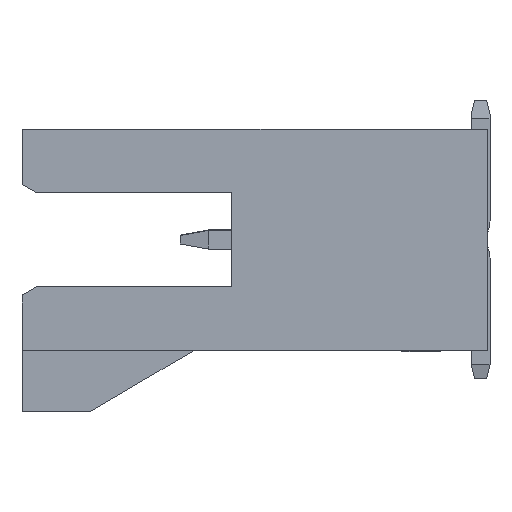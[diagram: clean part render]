
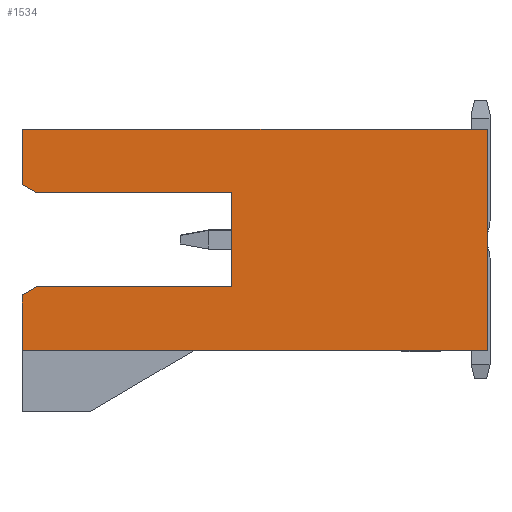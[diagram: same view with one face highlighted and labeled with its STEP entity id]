
A CAD part, left-side view. The second image highlights one B-rep face of the part: STEP entity #1534.
In plain terms, the highlighted planar face has unit normal (-1, 0, 0).
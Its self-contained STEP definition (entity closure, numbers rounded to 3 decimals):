
#473=CARTESIAN_POINT('',(-4.205,0.,2.35));
#474=VERTEX_POINT('',#473);
#484=CARTESIAN_POINT('',(-4.205,0.,-2.35));
#485=VERTEX_POINT('',#484);
#486=CARTESIAN_POINT('',(-4.205,0.,2.35));
#487=CARTESIAN_POINT('',(-4.205,0.,1.41));
#488=CARTESIAN_POINT('',(-4.205,0.,0.47));
#489=CARTESIAN_POINT('',(-4.205,0.,-0.47));
#490=CARTESIAN_POINT('',(-4.205,0.,-1.41));
#491=CARTESIAN_POINT('',(-4.205,0.,-2.35));
#492=B_SPLINE_CURVE_WITH_KNOTS('',5,(#486,#487,#488,#489,#490,#491),.UNSPECIFIED.,.F.,.U.,(6,6),(0.,4.7),.UNSPECIFIED.);
#493=EDGE_CURVE('',#474,#485,#492,.T.);
#1406=CARTESIAN_POINT('',(-4.205,7.003,0.885));
#1407=DIRECTION('',(0.,1.,0.));
#1408=DIRECTION('',(-1.,0.,0.));
#1409=AXIS2_PLACEMENT_3D('',#1406,#1408,#1407);
#1410=PLANE('',#1409);
#1411=ORIENTED_EDGE('',*,*,#493,.F.);
#1412=CARTESIAN_POINT('',(-4.205,3.94,2.35));
#1413=VERTEX_POINT('',#1412);
#1414=CARTESIAN_POINT('',(-4.205,0.,2.35));
#1415=CARTESIAN_POINT('',(-4.205,0.788,2.35));
#1416=CARTESIAN_POINT('',(-4.205,1.576,2.35));
#1417=CARTESIAN_POINT('',(-4.205,2.364,2.35));
#1418=CARTESIAN_POINT('',(-4.205,3.152,2.35));
#1419=CARTESIAN_POINT('',(-4.205,3.94,2.35));
#1420=B_SPLINE_CURVE_WITH_KNOTS('',5,(#1414,#1415,#1416,#1417,#1418,#1419),.UNSPECIFIED.,.F.,.U.,(6,6),(0.,3.94),.UNSPECIFIED.);
#1421=EDGE_CURVE('',#474,#1413,#1420,.T.);
#1422=ORIENTED_EDGE('',*,*,#1421,.T.);
#1423=CARTESIAN_POINT('',(-4.205,5.44,2.35));
#1424=VERTEX_POINT('',#1423);
#1425=CARTESIAN_POINT('',(-4.205,3.94,2.35));
#1426=DIRECTION('',(0.,1.,0.));
#1427=VECTOR('',#1426,1.5);
#1428=LINE('',#1425,#1427);
#1429=EDGE_CURVE('',#1413,#1424,#1428,.T.);
#1430=ORIENTED_EDGE('',*,*,#1429,.T.);
#1431=CARTESIAN_POINT('',(-4.205,9.9,2.35));
#1432=VERTEX_POINT('',#1431);
#1433=CARTESIAN_POINT('',(-4.205,5.44,2.35));
#1434=CARTESIAN_POINT('',(-4.205,6.332,2.35));
#1435=CARTESIAN_POINT('',(-4.205,7.224,2.35));
#1436=CARTESIAN_POINT('',(-4.205,8.116,2.35));
#1437=CARTESIAN_POINT('',(-4.205,9.008,2.35));
#1438=CARTESIAN_POINT('',(-4.205,9.9,2.35));
#1439=B_SPLINE_CURVE_WITH_KNOTS('',5,(#1433,#1434,#1435,#1436,#1437,#1438),.UNSPECIFIED.,.F.,.U.,(6,6),(0.,4.46),.UNSPECIFIED.);
#1440=EDGE_CURVE('',#1424,#1432,#1439,.T.);
#1441=ORIENTED_EDGE('',*,*,#1440,.T.);
#1442=CARTESIAN_POINT('',(-4.205,9.9,1.173));
#1443=VERTEX_POINT('',#1442);
#1444=CARTESIAN_POINT('',(-4.205,9.9,2.35));
#1445=CARTESIAN_POINT('',(-4.205,9.9,2.115));
#1446=CARTESIAN_POINT('',(-4.205,9.9,1.879));
#1447=CARTESIAN_POINT('',(-4.205,9.9,1.644));
#1448=CARTESIAN_POINT('',(-4.205,9.9,1.409));
#1449=CARTESIAN_POINT('',(-4.205,9.9,1.173));
#1450=B_SPLINE_CURVE_WITH_KNOTS('',5,(#1444,#1445,#1446,#1447,#1448,#1449),.UNSPECIFIED.,.F.,.U.,(6,6),(0.,0.23),.UNSPECIFIED.);
#1451=EDGE_CURVE('',#1432,#1443,#1450,.T.);
#1452=ORIENTED_EDGE('',*,*,#1451,.T.);
#1453=CARTESIAN_POINT('',(-4.205,9.6,1.));
#1454=VERTEX_POINT('',#1453);
#1455=CARTESIAN_POINT('',(-4.205,9.9,1.173));
#1456=DIRECTION('',(0.,-0.866,-0.5));
#1457=VECTOR('',#1456,0.346);
#1458=LINE('',#1455,#1457);
#1459=EDGE_CURVE('',#1443,#1454,#1458,.T.);
#1460=ORIENTED_EDGE('',*,*,#1459,.T.);
#1461=CARTESIAN_POINT('',(-4.205,5.44,1.));
#1462=VERTEX_POINT('',#1461);
#1463=CARTESIAN_POINT('',(-4.205,9.6,1.));
#1464=DIRECTION('',(0.,-1.,0.));
#1465=VECTOR('',#1464,4.16);
#1466=LINE('',#1463,#1465);
#1467=EDGE_CURVE('',#1454,#1462,#1466,.T.);
#1468=ORIENTED_EDGE('',*,*,#1467,.T.);
#1469=CARTESIAN_POINT('',(-4.205,5.44,-1.));
#1470=VERTEX_POINT('',#1469);
#1471=CARTESIAN_POINT('',(-4.205,5.44,1.));
#1472=DIRECTION('',(0.,0.,-1.));
#1473=VECTOR('',#1472,2.);
#1474=LINE('',#1471,#1473);
#1475=EDGE_CURVE('',#1462,#1470,#1474,.T.);
#1476=ORIENTED_EDGE('',*,*,#1475,.T.);
#1477=CARTESIAN_POINT('',(-4.205,9.6,-1.));
#1478=VERTEX_POINT('',#1477);
#1479=CARTESIAN_POINT('',(-4.205,5.44,-1.));
#1480=DIRECTION('',(0.,1.,0.));
#1481=VECTOR('',#1480,4.16);
#1482=LINE('',#1479,#1481);
#1483=EDGE_CURVE('',#1470,#1478,#1482,.T.);
#1484=ORIENTED_EDGE('',*,*,#1483,.T.);
#1485=CARTESIAN_POINT('',(-4.205,9.9,-1.173));
#1486=VERTEX_POINT('',#1485);
#1487=CARTESIAN_POINT('',(-4.205,9.6,-1.));
#1488=DIRECTION('',(0.,0.866,-0.5));
#1489=VECTOR('',#1488,0.346);
#1490=LINE('',#1487,#1489);
#1491=EDGE_CURVE('',#1478,#1486,#1490,.T.);
#1492=ORIENTED_EDGE('',*,*,#1491,.T.);
#1493=CARTESIAN_POINT('',(-4.205,9.9,-2.35));
#1494=VERTEX_POINT('',#1493);
#1495=CARTESIAN_POINT('',(-4.205,9.9,-1.173));
#1496=CARTESIAN_POINT('',(-4.205,9.9,-1.409));
#1497=CARTESIAN_POINT('',(-4.205,9.9,-1.644));
#1498=CARTESIAN_POINT('',(-4.205,9.9,-1.879));
#1499=CARTESIAN_POINT('',(-4.205,9.9,-2.115));
#1500=CARTESIAN_POINT('',(-4.205,9.9,-2.35));
#1501=B_SPLINE_CURVE_WITH_KNOTS('',5,(#1495,#1496,#1497,#1498,#1499,#1500),.UNSPECIFIED.,.F.,.U.,(6,6),(0.,0.263),.UNSPECIFIED.);
#1502=EDGE_CURVE('',#1486,#1494,#1501,.T.);
#1503=ORIENTED_EDGE('',*,*,#1502,.T.);
#1504=CARTESIAN_POINT('',(-4.205,5.44,-2.35));
#1505=VERTEX_POINT('',#1504);
#1506=CARTESIAN_POINT('',(-4.205,9.9,-2.35));
#1507=CARTESIAN_POINT('',(-4.205,9.008,-2.35));
#1508=CARTESIAN_POINT('',(-4.205,8.116,-2.35));
#1509=CARTESIAN_POINT('',(-4.205,7.224,-2.35));
#1510=CARTESIAN_POINT('',(-4.205,6.332,-2.35));
#1511=CARTESIAN_POINT('',(-4.205,5.44,-2.35));
#1512=B_SPLINE_CURVE_WITH_KNOTS('',5,(#1506,#1507,#1508,#1509,#1510,#1511),.UNSPECIFIED.,.F.,.U.,(6,6),(0.,4.46),.UNSPECIFIED.);
#1513=EDGE_CURVE('',#1494,#1505,#1512,.T.);
#1514=ORIENTED_EDGE('',*,*,#1513,.T.);
#1515=CARTESIAN_POINT('',(-4.205,3.94,-2.35));
#1516=VERTEX_POINT('',#1515);
#1517=CARTESIAN_POINT('',(-4.205,5.44,-2.35));
#1518=DIRECTION('',(0.,-1.,0.));
#1519=VECTOR('',#1518,1.5);
#1520=LINE('',#1517,#1519);
#1521=EDGE_CURVE('',#1505,#1516,#1520,.T.);
#1522=ORIENTED_EDGE('',*,*,#1521,.T.);
#1523=CARTESIAN_POINT('',(-4.205,3.94,-2.35));
#1524=CARTESIAN_POINT('',(-4.205,3.152,-2.35));
#1525=CARTESIAN_POINT('',(-4.205,2.364,-2.35));
#1526=CARTESIAN_POINT('',(-4.205,1.576,-2.35));
#1527=CARTESIAN_POINT('',(-4.205,0.788,-2.35));
#1528=CARTESIAN_POINT('',(-4.205,0.,-2.35));
#1529=B_SPLINE_CURVE_WITH_KNOTS('',5,(#1523,#1524,#1525,#1526,#1527,#1528),.UNSPECIFIED.,.F.,.U.,(6,6),(0.,3.94),.UNSPECIFIED.);
#1530=EDGE_CURVE('',#1516,#485,#1529,.T.);
#1531=ORIENTED_EDGE('',*,*,#1530,.T.);
#1532=EDGE_LOOP('',(#1411,#1422,#1430,#1441,#1452,#1460,#1468,#1476,#1484,#1492,#1503,#1514,#1522,#1531));
#1533=FACE_OUTER_BOUND('',#1532,.T.);
#1534=ADVANCED_FACE('',(#1533),#1410,.T.);
